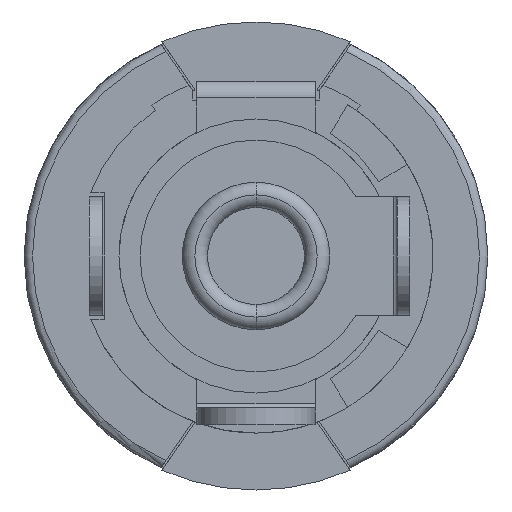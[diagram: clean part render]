
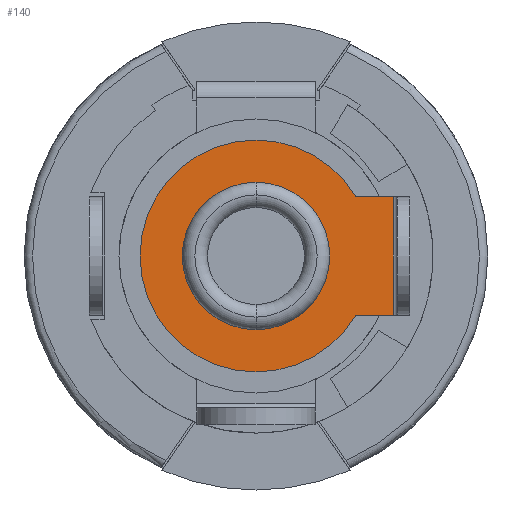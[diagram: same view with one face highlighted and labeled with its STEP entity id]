
A CAD part, front view. The second image highlights one B-rep face of the part: STEP entity #140.
In plain terms, the highlighted planar face has unit normal (0, -1, 0).
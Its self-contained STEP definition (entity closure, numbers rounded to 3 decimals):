
#140=ADVANCED_FACE('',(#331,#332),#333,.T.);
#331=FACE_OUTER_BOUND('',#681,.T.);
#332=FACE_BOUND('',#682,.T.);
#333=PLANE('',#683);
#681=EDGE_LOOP('',(#1133,#1134,#1135,#1136,#1137,#1138));
#682=EDGE_LOOP('',(#1139,#1140));
#683=AXIS2_PLACEMENT_3D('',#1141,#1142,#1143);
#1133=ORIENTED_EDGE('',*,*,#2396,.T.);
#1134=ORIENTED_EDGE('',*,*,#2394,.F.);
#1135=ORIENTED_EDGE('',*,*,#2406,.T.);
#1136=ORIENTED_EDGE('',*,*,#2408,.T.);
#1137=ORIENTED_EDGE('',*,*,#2410,.T.);
#1138=ORIENTED_EDGE('',*,*,#2399,.F.);
#1139=ORIENTED_EDGE('',*,*,#2411,.T.);
#1140=ORIENTED_EDGE('',*,*,#2412,.T.);
#1141=CARTESIAN_POINT('',(0.0,-8.9,0.0));
#1142=DIRECTION('',(0.0,-1.0,0.0));
#1143=DIRECTION('',(0.0,0.0,-1.0));
#2394=EDGE_CURVE('',#2845,#2847,#2848,.T.);
#2396=EDGE_CURVE('',#2850,#2847,#2851,.T.);
#2399=EDGE_CURVE('',#2850,#2855,#2856,.T.);
#2406=EDGE_CURVE('',#2845,#2866,#2867,.T.);
#2408=EDGE_CURVE('',#2866,#2869,#2870,.T.);
#2410=EDGE_CURVE('',#2869,#2855,#2872,.T.);
#2411=EDGE_CURVE('',#2873,#2874,#2875,.T.);
#2412=EDGE_CURVE('',#2874,#2873,#2876,.T.);
#2845=VERTEX_POINT('',#3566);
#2847=VERTEX_POINT('',#3569);
#2848=LINE('',#3570,#3571);
#2850=VERTEX_POINT('',#3573);
#2851=LINE('',#3574,#3575);
#2855=VERTEX_POINT('',#3579);
#2856=LINE('',#3580,#3581);
#2866=VERTEX_POINT('',#3594);
#2867=CIRCLE('',#3595,2.75);
#2869=VERTEX_POINT('',#3598);
#2870=CIRCLE('',#3599,2.75);
#2872=CIRCLE('',#3602,2.75);
#2873=VERTEX_POINT('',#3603);
#2874=VERTEX_POINT('',#3604);
#2875=CIRCLE('',#3605,1.75);
#2876=CIRCLE('',#3606,1.75);
#3566=CARTESIAN_POINT('',(2.367,-8.9,1.4));
#3569=CARTESIAN_POINT('',(3.25,-8.9,1.4));
#3570=CARTESIAN_POINT('',(2.367,-8.9,1.4));
#3571=VECTOR('',#4556,0.883);
#3573=CARTESIAN_POINT('',(3.25,-8.9,-1.4));
#3574=CARTESIAN_POINT('',(3.25,-8.9,-1.4));
#3575=VECTOR('',#4560,2.8);
#3579=CARTESIAN_POINT('',(2.367,-8.9,-1.4));
#3580=CARTESIAN_POINT('',(3.25,-8.9,-1.4));
#3581=VECTOR('',#4567,0.883);
#3594=CARTESIAN_POINT('',(0.,-8.9,2.75));
#3595=AXIS2_PLACEMENT_3D('',#4580,#4581,#4582);
#3598=CARTESIAN_POINT('',(0.,-8.9,-2.75));
#3599=AXIS2_PLACEMENT_3D('',#4584,#4585,#4586);
#3602=AXIS2_PLACEMENT_3D('',#4588,#4589,#4590);
#3603=CARTESIAN_POINT('',(0.0,-8.9,-1.75));
#3604=CARTESIAN_POINT('',(0.0,-8.9,1.75));
#3605=AXIS2_PLACEMENT_3D('',#4591,#4592,#4593);
#3606=AXIS2_PLACEMENT_3D('',#4594,#4595,#4596);
#4556=DIRECTION('',(1.0,0.0,0.));
#4560=DIRECTION('',(0.,0.0,1.0));
#4567=DIRECTION('',(-1.0,0.0,0.));
#4580=CARTESIAN_POINT('',(0.0,-8.9,0.0));
#4581=DIRECTION('',(0.0,-1.0,0.0));
#4582=DIRECTION('',(0.861,0.0,0.509));
#4584=CARTESIAN_POINT('',(0.0,-8.9,0.0));
#4585=DIRECTION('',(0.0,-1.0,0.0));
#4586=DIRECTION('',(0.,0.0,1.0));
#4588=CARTESIAN_POINT('',(0.0,-8.9,0.0));
#4589=DIRECTION('',(0.0,-1.0,0.0));
#4590=DIRECTION('',(0.0,0.0,-1.0));
#4591=CARTESIAN_POINT('',(0.0,-8.9,0.0));
#4592=DIRECTION('',(0.0,1.0,0.0));
#4593=DIRECTION('',(0.0,0.0,-1.0));
#4594=CARTESIAN_POINT('',(0.0,-8.9,0.0));
#4595=DIRECTION('',(0.0,1.0,0.0));
#4596=DIRECTION('',(0.0,0.0,1.0));
